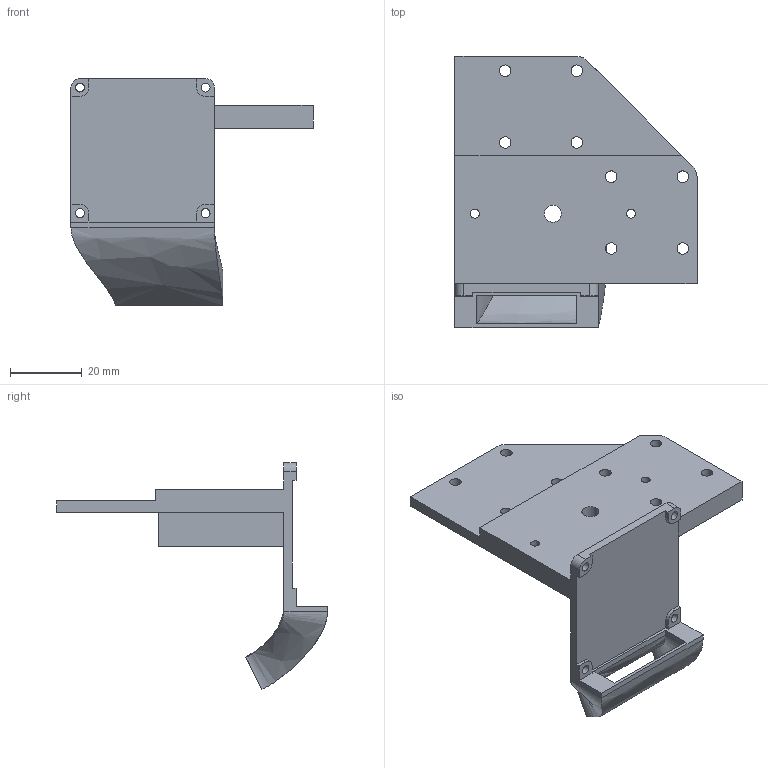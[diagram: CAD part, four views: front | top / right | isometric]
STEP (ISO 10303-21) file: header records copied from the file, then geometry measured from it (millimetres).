
FILE_DESCRIPTION(/* description */ ('STEP AP242','CAx-IF Rec.Pracs.---Representation and Presentation of Product Manufacturing Information (PMI)---4.0---2014-10-13','CAx-IF Rec.Pracs.---3D Tessellated Geometry---0.4---2014-09-14','2;1'),/* implementation_level */ '2;1');
FILE_NAME(/* name */ '667e135424ba635f8fe124b8',/* time_stamp */ '2024-06-28T01:35:16Z',/* author */ (''),/* organization */ (''),/* preprocessor_version */ 'ST-DEVELOPER v20',/* originating_system */ ' ',/* authorisation */ ' ');
FILE_SCHEMA (('AP242_MANAGED_MODEL_BASED_3D_ENGINEERING_MIM_LF { 1 0 10303 442 1 1 4 }'));
Length unit declared in the file: metre
Products named in the file (1): Part 12
Bounding box: 67.47 x 75.49 x 63.22 mm (x, y, z)
Volume: 32183.7 mm3; surface area: 18355 mm2
Topology: 1 solids, 1 shells, 94 faces, 260 edges, 171 vertices
Faces by surface type: plane 50, cylinder 36, bspline 8
Full cylindrical faces by diameter (mm): 2.5 x8, 3.2 x12, 4.763 x1
Entity records: 3123 total; most frequent: CARTESIAN_POINT 685, DIRECTION 475, ORIENTED_EDGE 474, EDGE_CURVE 237, VERTEX_POINT 169, AXIS2_PLACEMENT_3D 159, EDGE_LOOP 158, FACE_BOUND 158
